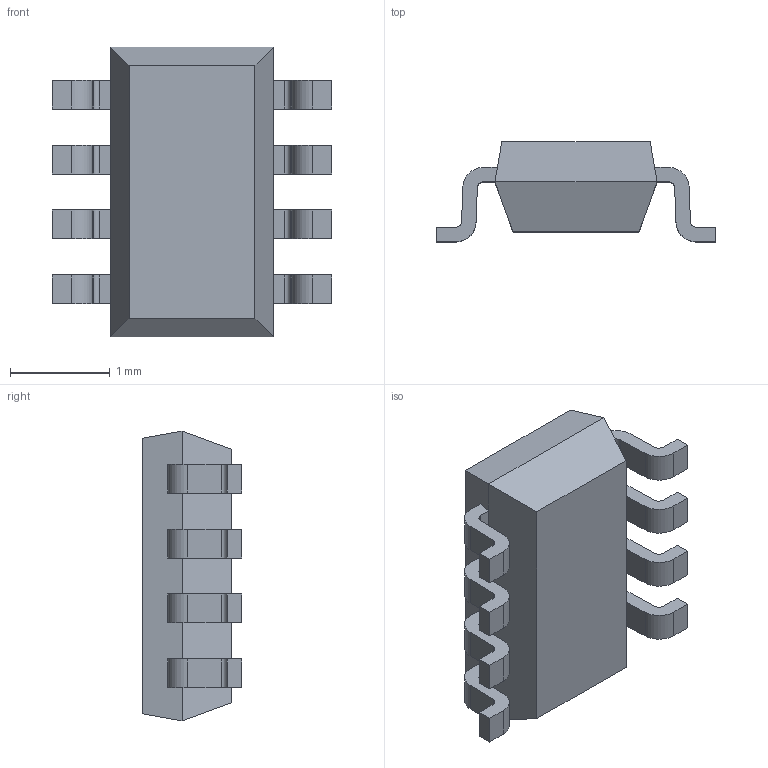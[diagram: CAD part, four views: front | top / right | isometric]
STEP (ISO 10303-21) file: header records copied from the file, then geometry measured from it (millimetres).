
FILE_DESCRIPTION (( 'STEP AP214' ), '1' );
FILE_NAME ('8-Lead Plastic TSOT-23_sot_8_05-08-1637.STEP', '2023-12-07T13:02:29', ( '' ), ( '' ), 'SwSTEP 2.0', 'SolidWorks 2021', '' );
FILE_SCHEMA (( 'AUTOMOTIVE_DESIGN' ));
Length unit declared in the file: millimetre
Products named in the file (1): 8-Lead Plastic TSOT-23_sot_8_05-08-1637
Bounding box: 2.8 x 1 x 2.9 mm (x, y, z)
Volume: 4.1 mm3; surface area: 23.7 mm2
Topology: 10 solids, 10 shells, 129 faces, 320 edges, 212 vertices
Faces by surface type: plane 93, cylinder 36
Entity records: 3929 total; most frequent: CARTESIAN_POINT 662, DIRECTION 652, ORIENTED_EDGE 640, EDGE_CURVE 320, VECTOR 248, LINE 248, VERTEX_POINT 212, AXIS2_PLACEMENT_3D 202
